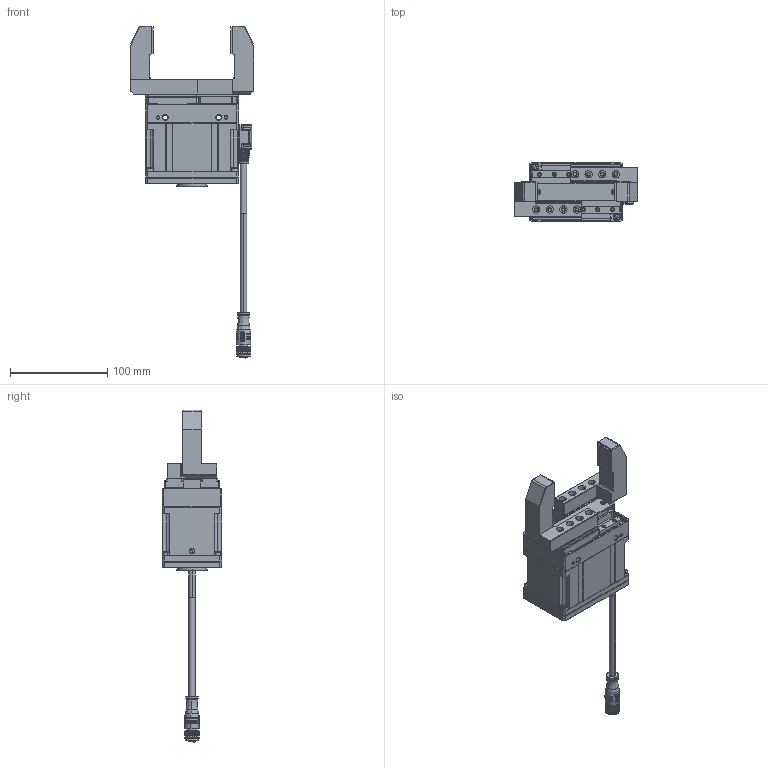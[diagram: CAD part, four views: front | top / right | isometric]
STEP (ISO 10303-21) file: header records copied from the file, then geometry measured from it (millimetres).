
FILE_DESCRIPTION (( 'STEP AP203' ), '1' );
FILE_NAME ('PGI-140-80-W-S.STEP', '2022-08-25T06:46:04', ( '' ), ( '' ), 'SwSTEP 2.0', 'SolidWorks 2020', '' );
FILE_SCHEMA (( 'CONFIG_CONTROL_DESIGN' ));
Length unit declared in the file: millimetre
Products named in the file (8): M12ぱ籵厙帣V2 ; Flange; PGI-140-80-W-body1; PGI140硌潑蝶々-A3; PGI-140-80-W-S; 蹟佪种M4; PGI140賑輸; Finger end
Assembly tree (17 placements, depth 2):
  PGI-140-80-W-S
    PGI-140-80-W-body1
    PGI140賑輸  x2
    M12ぱ籵厙帣V2 
    Flange
    Finger end  x2
    PGI140硌潑蝶々-A3  x2
    蹟佪种M4  x8
Bounding box: 127 x 61.7 x 341.75 mm (x, y, z)
Volume: 311059.1 mm3; surface area: 160411.4 mm2
Topology: 51 solids, 74 shells, 4100 faces, 10004 edges, 6228 vertices
Faces by surface type: plane 1852, cylinder 1236, cone 619, bspline 252, torus 139, sphere 2
Full cylindrical faces by diameter (mm): 11.1 x3
Entity records: 114390 total; most frequent: CARTESIAN_POINT 35386, ORIENTED_EDGE 16222, DIRECTION 16182, EDGE_CURVE 8115, AXIS2_PLACEMENT_3D 5952, VERTEX_POINT 5112, LINE 4278, VECTOR 4278
